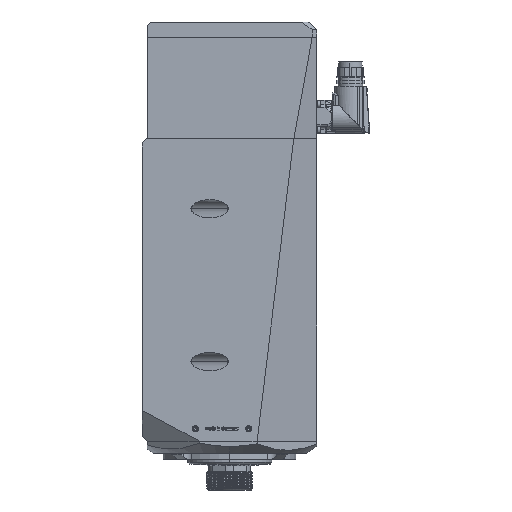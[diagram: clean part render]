
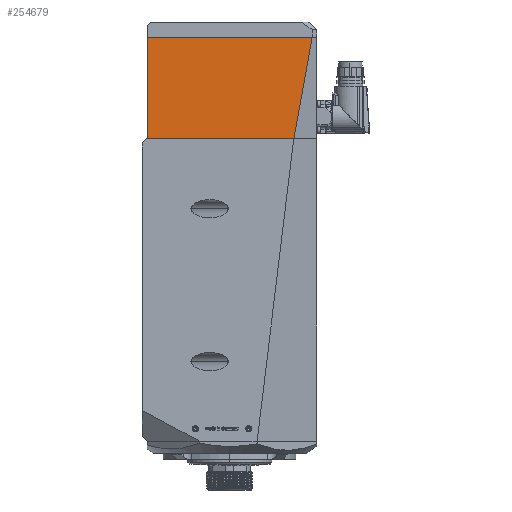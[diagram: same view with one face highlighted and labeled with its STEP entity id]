
A CAD part, left-side view. The second image highlights one B-rep face of the part: STEP entity #254679.
In plain terms, the highlighted planar face has unit normal (-1, 0, 0).
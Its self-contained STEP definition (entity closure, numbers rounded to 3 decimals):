
#5046 = EDGE_CURVE ( 'NONE', #180200, #257019, #201975, .T. ) ;
#7965 = VECTOR ( 'NONE', #171373, 1000. ) ;
#13901 = VECTOR ( 'NONE', #246233, 1000. ) ;
#22969 = CARTESIAN_POINT ( 'NONE',  ( -57., 54., 230. ) ) ;
#31240 = ORIENTED_EDGE ( 'NONE', *, *, #194668, .T. ) ;
#40601 = ORIENTED_EDGE ( 'NONE', *, *, #247604, .T. ) ;
#48044 = FACE_OUTER_BOUND ( 'NONE', #195793, .T. ) ;
#49198 = VECTOR ( 'NONE', #113797, 1000. ) ;
#52807 = CARTESIAN_POINT ( 'NONE',  ( -57., 54., 258. ) ) ;
#55332 = DIRECTION ( 'NONE',  ( 1., 0., 0. ) ) ;
#66976 = CARTESIAN_POINT ( 'NONE',  ( -57., -57., 296.15 ) ) ;
#69669 = CARTESIAN_POINT ( 'NONE',  ( -57., -41.819, 229. ) ) ;
#73130 = AXIS2_PLACEMENT_3D ( 'NONE', #73202, #55332, #254177 ) ;
#73202 = CARTESIAN_POINT ( 'NONE',  ( -57., 54., 258. ) ) ;
#90122 = CARTESIAN_POINT ( 'NONE',  ( -57., 54., 230. ) ) ;
#93674 = VERTEX_POINT ( 'NONE', #22969 ) ;
#113797 = DIRECTION ( 'NONE',  ( 0., -1., 0. ) ) ;
#117547 = CARTESIAN_POINT ( 'NONE',  ( -57., 54., 296.15 ) ) ;
#156833 = LINE ( 'NONE', #90122, #49198 ) ;
#160355 = DIRECTION ( 'NONE',  ( 0., -1., 0. ) ) ;
#171356 = VECTOR ( 'NONE', #160355, 1000. ) ;
#171373 = DIRECTION ( 'NONE',  ( 0., 0., -1. ) ) ;
#174317 = ORIENTED_EDGE ( 'NONE', *, *, #267371, .T. ) ;
#174455 = VERTEX_POINT ( 'NONE', #204328 ) ;
#180200 = VERTEX_POINT ( 'NONE', #117547 ) ;
#194668 = EDGE_CURVE ( 'NONE', #93674, #174455, #156833, .T. ) ;
#195793 = EDGE_LOOP ( 'NONE', ( #40601, #278143, #174317, #31240 ) ) ;
#201975 = LINE ( 'NONE', #66976, #171356 ) ;
#204328 = CARTESIAN_POINT ( 'NONE',  ( -57., -42., 230. ) ) ;
#217388 = LINE ( 'NONE', #52807, #7965 ) ;
#223126 = PLANE ( 'NONE',  #73130 ) ;
#246233 = DIRECTION ( 'NONE',  ( 0., -0.178, 0.984 ) ) ;
#247604 = EDGE_CURVE ( 'NONE', #174455, #257019, #271348, .T. ) ;
#253480 = CARTESIAN_POINT ( 'NONE',  ( -57., -54., 296.15 ) ) ;
#254177 = DIRECTION ( 'NONE',  ( 0., 1., 0. ) ) ;
#254679 = ADVANCED_FACE ( 'NONE', ( #48044 ), #223126, .F. ) ;
#257019 = VERTEX_POINT ( 'NONE', #253480 ) ;
#267371 = EDGE_CURVE ( 'NONE', #180200, #93674, #217388, .T. ) ;
#271348 = LINE ( 'NONE', #69669, #13901 ) ;
#278143 = ORIENTED_EDGE ( 'NONE', *, *, #5046, .F. ) ;
